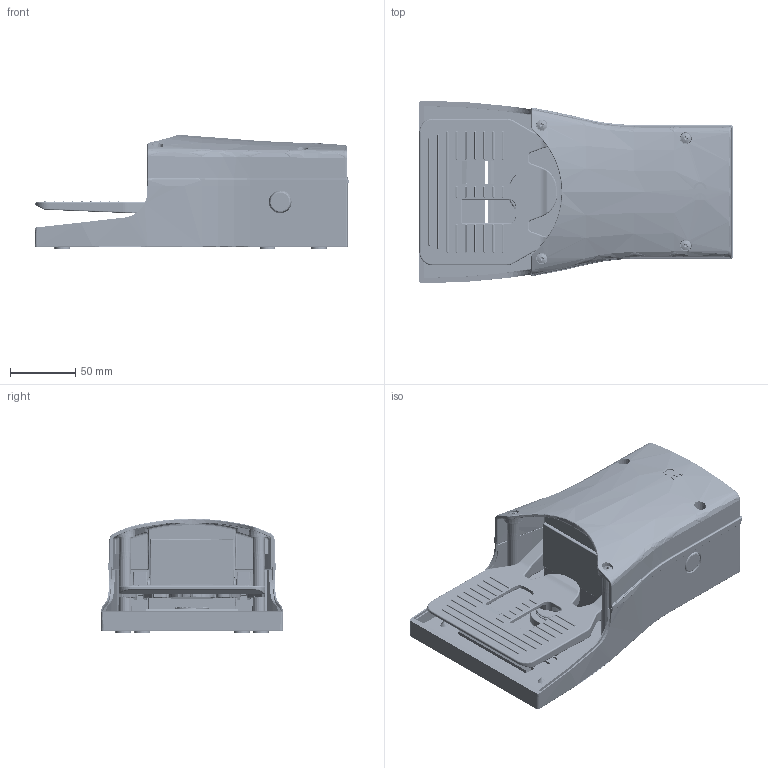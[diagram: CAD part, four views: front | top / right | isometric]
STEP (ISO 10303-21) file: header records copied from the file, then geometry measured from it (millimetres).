
FILE_DESCRIPTION(( 'PEDS 502 M.STEP' ), '1');
FILE_NAME( 'PEDS 502 M.STEP', '2019-03-04T12:06:07',( 'Sopra'),('sopra-pneumatic.com'), 'SwSTEP 2.0','SolidWorks 2009','' );
FILE_SCHEMA (( 'AUTOMOTIVE_DESIGN' ));
Length unit declared in the file: millimetre
Products named in the file (1): 1_080_4n
Bounding box: 240.21 x 139.42 x 87.47 mm (x, y, z)
Volume: 462526.6 mm3; surface area: 268717.6 mm2
Topology: 18 solids, 18 shells, 4796 faces, 11558 edges, 6688 vertices
Faces by surface type: cylinder 1675, bspline 1274, plane 1024, cone 523, torus 177, sphere 123
Entity records: 239765 total; most frequent: CARTESIAN_POINT 139436, ORIENTED_EDGE 22718, DIRECTION 18507, EDGE_CURVE 11359, AXIS2_PLACEMENT_3D 7280, VERTEX_POINT 6688, EDGE_LOOP 4921, ADVANCED_FACE 4796
